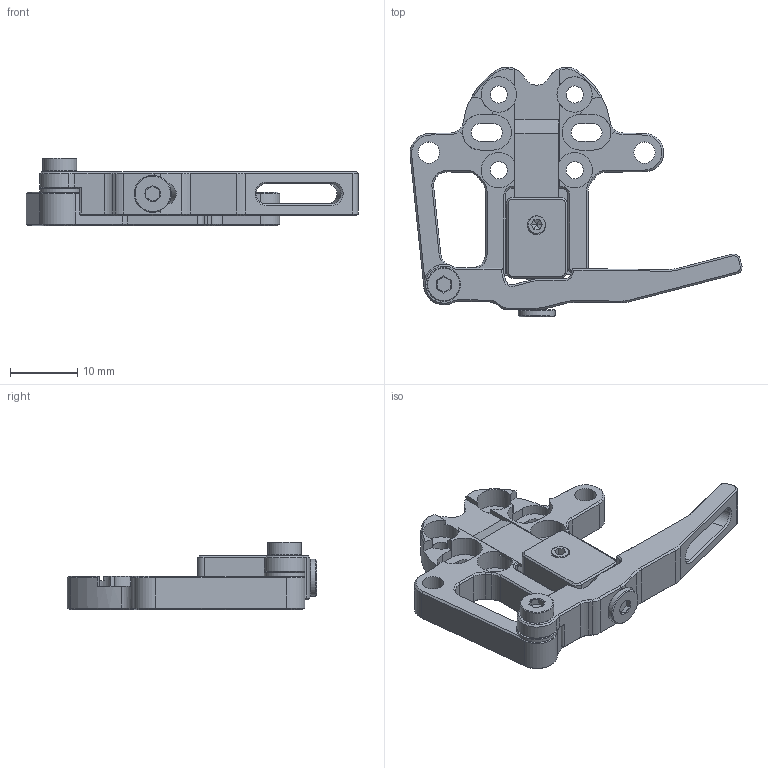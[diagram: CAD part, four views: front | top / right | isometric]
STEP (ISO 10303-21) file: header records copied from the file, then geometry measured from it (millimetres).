
FILE_DESCRIPTION(/* description */ ('','CAx-IF Rec.Pracs.---Representation and Presentation of Product Manufacturing Information (PMI)---4.0---2014-10-13'),/* implementation_level */ '2;1');
FILE_NAME(/* name */ 'VzBot Magneto Filament Cutter v2.step',/* time_stamp */ '2024-12-15T17:22:02-09:00',/* author */ (''),/* organization */ (''),/* preprocessor_version */ 'ST-DEVELOPER v20',/* originating_system */ 'Autodesk Translation Framework v13.20.0.188',/* authorisation */ '');
FILE_SCHEMA (('AP242_MANAGED_MODEL_BASED_3D_ENGINEERING_MIM_LF { 1 0 10303 442 1 1 4 }'));
Length unit declared in the file: millimetre
Products named in the file (12): VzBot Magneto Filament Cutter; #24572; Blade Holder Updated 12/5 to Widened blade holder; Lever Updated 12/5 to fit wider blade holder; Adapter Plate Updated 12/5 to fit wider blade holder; .5 Shim 3x6 Stainless Steel ; 90358A002_Ultra-Low-Profile Socket Head Screw; 90265A323_18-8 Stainless Steel Shoulder Screw; N42sh Magnet 6x1.5mm (1); N42sh Magnet 6x1.5mm (1) (1); N42sh Magnet 1/4"x1/16"; M3x0.5 x 3 Stainless Grub Screw
Assembly tree (12 placements, depth 3):
  VzBot Magneto Filament Cutter
    #24572
    Blade Holder Updated 12/5 to Widened blade holder
    Lever Updated 12/5 to fit wider blade holder
    Adapter Plate Updated 12/5 to fit wider blade holder
      .5 Shim 3x6 Stainless Steel 
      90358A002_Ultra-Low-Profile Socket Head Screw
      90265A323_18-8 Stainless Steel Shoulder Screw
      N42sh Magnet 6x1.5mm (1)
      N42sh Magnet 6x1.5mm (1) (1)
      N42sh Magnet 1/4"x1/16"  x2
      M3x0.5 x 3 Stainless Grub Screw
Bounding box: 49.29 x 37.03 x 10.04 mm (x, y, z)
Volume: 4137.8 mm3; surface area: 5512.7 mm2
Topology: 12 solids, 12 shells, 541 faces, 1334 edges, 825 vertices
Faces by surface type: plane 210, cylinder 205, cone 110, bspline 15, torus 1
Full cylindrical faces by diameter (mm): 1.625 x1, 1.915 x6, 2 x1, 2.075 x5, 2.35 x13, 2.356 x1, 2.5 x4, 2.529 x6, 2.55 x4, 2.58 x3, 2.594 x1, 2.927 x2, 3 x16, 3.086 x2, 3.15 x2, 3.2 x1, 4 x1, 5 x1, 5.25 x4, 5.5 x1, 6 x3, 6.45 x4
Entity records: 24586 total; most frequent: CARTESIAN_POINT 11781, ORIENTED_EDGE 2660, DIRECTION 2502, EDGE_CURVE 1330, AXIS2_PLACEMENT_3D 895, VERTEX_POINT 823, LINE 712, VECTOR 712
